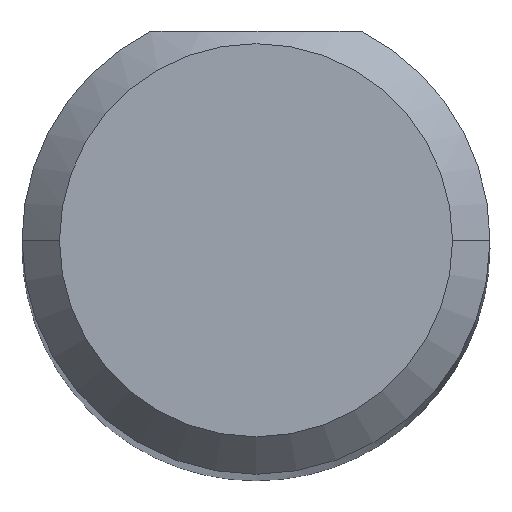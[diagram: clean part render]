
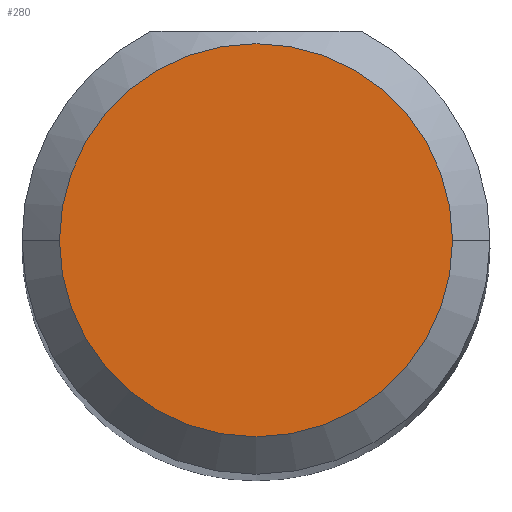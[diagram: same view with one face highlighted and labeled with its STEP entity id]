
A CAD part, top view. The second image highlights one B-rep face of the part: STEP entity #280.
In plain terms, the highlighted planar face has unit normal (0, 0, 1).
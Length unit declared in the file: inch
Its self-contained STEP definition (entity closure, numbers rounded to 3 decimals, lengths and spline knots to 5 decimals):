
#8 = CIRCLE ( 'NONE', #672, 0.07875 ) ;
#24 = DIRECTION ( 'NONE',  ( 0., 0., 1. ) ) ;
#45 = EDGE_CURVE ( 'NONE', #298, #562, #695, .T. ) ;
#52 = AXIS2_PLACEMENT_3D ( 'NONE', #397, #451, #507 ) ;
#75 = EDGE_LOOP ( 'NONE', ( #79, #439 ) ) ;
#79 = ORIENTED_EDGE ( 'NONE', *, *, #433, .T. ) ;
#101 = DIRECTION ( 'NONE',  ( 1., 0., 0. ) ) ;
#154 = FACE_OUTER_BOUND ( 'NONE', #75, .T. ) ;
#177 = CARTESIAN_POINT ( 'NONE',  ( -0.07875, 0., 2. ) ) ;
#221 = DIRECTION ( 'NONE',  ( 0., 0., 1. ) ) ;
#280 = ADVANCED_FACE ( 'NONE', ( #154 ), #553, .T. ) ;
#298 = VERTEX_POINT ( 'NONE', #490 ) ;
#307 = CARTESIAN_POINT ( 'NONE',  ( 0., 0., 2. ) ) ;
#384 = AXIS2_PLACEMENT_3D ( 'NONE', #307, #24, #101 ) ;
#397 = CARTESIAN_POINT ( 'NONE',  ( 0., 0., 2. ) ) ;
#433 = EDGE_CURVE ( 'NONE', #562, #298, #8, .T. ) ;
#439 = ORIENTED_EDGE ( 'NONE', *, *, #45, .T. ) ;
#451 = DIRECTION ( 'NONE',  ( 0., 0., 1. ) ) ;
#490 = CARTESIAN_POINT ( 'NONE',  ( 0.07875, 0., 2. ) ) ;
#507 = DIRECTION ( 'NONE',  ( 1., 0., 0. ) ) ;
#553 = PLANE ( 'NONE',  #384 ) ;
#562 = VERTEX_POINT ( 'NONE', #177 ) ;
#575 = DIRECTION ( 'NONE',  ( 1., 0., 0. ) ) ;
#668 = CARTESIAN_POINT ( 'NONE',  ( 0., 0., 2. ) ) ;
#672 = AXIS2_PLACEMENT_3D ( 'NONE', #668, #221, #575 ) ;
#695 = CIRCLE ( 'NONE', #52, 0.07875 ) ;
